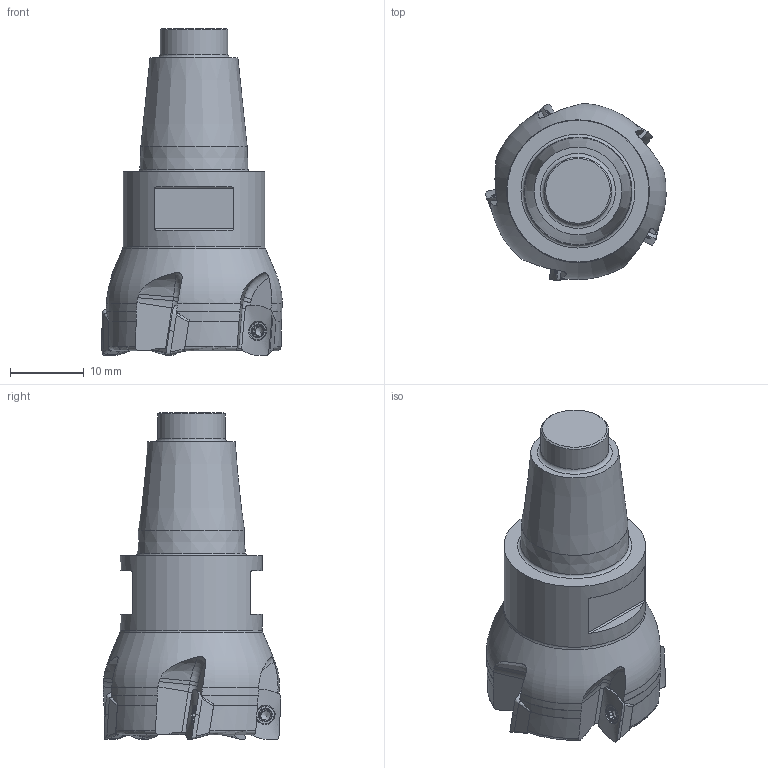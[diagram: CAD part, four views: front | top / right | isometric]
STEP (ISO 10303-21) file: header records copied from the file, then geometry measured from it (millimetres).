
FILE_DESCRIPTION(/* description */ (''),/* implementation_level */ '2;1');
FILE_NAME(/* name */ 'toolassembly_1.stp',/* time_stamp */ '2018-06-28T10:52:02+02:00',/* author */ (''),/* organization */ ('SMS'),/* preprocessor_version */ 'ST-DEVELOPER v15',/* originating_system */ 'SIEMENS PLM Software NX 8.5',/* authorisation */ '');
FILE_SCHEMA (('AUTOMOTIVE_DESIGN { 1 0 10303 214 3 1 1 1 }'));
Length unit declared in the file: millimetre
Products named in the file (4): ASSEMBLY_CONSTRUCTION; CUT_20180628105127; NOCUT_20180628105110; TOOLASSEMBLY_1
Assembly tree (7 placements, depth 2):
  TOOLASSEMBLY_1
    NOCUT_20180628105110
    CUT_20180628105127  x5
    ASSEMBLY_CONSTRUCTION
Bounding box: 24.49 x 24.11 x 44.48 mm (x, y, z)
Volume: 10573.2 mm3; surface area: 3789.1 mm2
Topology: 6 solids, 6 shells, 468 faces, 1315 edges, 881 vertices
Faces by surface type: plane 160, bspline 80, cone 78, extrusion 60, torus 53, cylinder 36, revolution 1
Full cylindrical faces by diameter (mm): 1.55 x5, 2.05 x5, 2.4 x5, 9.2 x1, 19.3 x1
Entity records: 18188 total; most frequent: CARTESIAN_POINT 8775, ORIENTED_EDGE 1944, DIRECTION 1831, EDGE_CURVE 972, AXIS2_PLACEMENT_3D 729, VERTEX_POINT 650, EDGE_LOOP 447, ADVANCED_FACE 388
